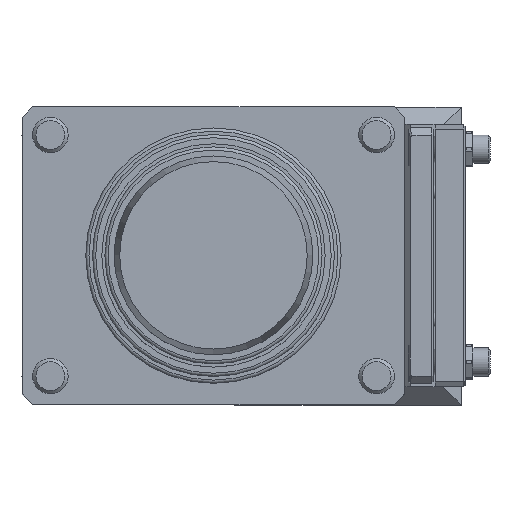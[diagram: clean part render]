
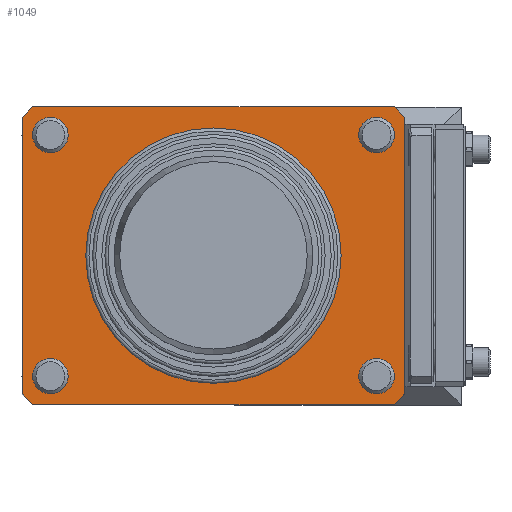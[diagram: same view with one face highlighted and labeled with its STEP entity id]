
A CAD part, top view. The second image highlights one B-rep face of the part: STEP entity #1049.
In plain terms, the highlighted planar face has unit normal (0, 0, 1).
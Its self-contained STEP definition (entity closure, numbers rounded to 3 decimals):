
#255=LINE('',#6065,#492);
#269=LINE('',#6093,#506);
#271=LINE('',#6097,#508);
#272=LINE('',#6099,#509);
#273=LINE('',#6101,#510);
#274=LINE('',#6103,#511);
#275=LINE('',#6105,#512);
#276=LINE('',#6107,#513);
#492=VECTOR('',#4727,1.);
#506=VECTOR('',#4745,1.);
#508=VECTOR('',#4749,1.);
#509=VECTOR('',#4750,1.);
#510=VECTOR('',#4751,1.);
#511=VECTOR('',#4752,1.);
#512=VECTOR('',#4753,1.);
#513=VECTOR('',#4754,1.);
#797=FACE_BOUND('',#1617,.T.);
#798=FACE_BOUND('',#1618,.T.);
#799=FACE_BOUND('',#1619,.T.);
#800=FACE_BOUND('',#1620,.T.);
#801=FACE_BOUND('',#1621,.T.);
#802=FACE_BOUND('',#1622,.T.);
#1049=ADVANCED_FACE('',(#797,#798,#799,#800,#801,#802),#1190,.F.);
#1190=PLANE('',#3865);
#1617=EDGE_LOOP('',(#2395));
#1618=EDGE_LOOP('',(#2396));
#1619=EDGE_LOOP('',(#2397,#2398,#2399,#2400,#2401,#2402,#2403,#2404));
#1620=EDGE_LOOP('',(#2405));
#1621=EDGE_LOOP('',(#2406));
#1622=EDGE_LOOP('',(#2407));
#2395=ORIENTED_EDGE('',*,*,#2930,.T.);
#2396=ORIENTED_EDGE('',*,*,#2936,.T.);
#2397=ORIENTED_EDGE('',*,*,#3268,.T.);
#2398=ORIENTED_EDGE('',*,*,#3282,.T.);
#2399=ORIENTED_EDGE('',*,*,#3284,.T.);
#2400=ORIENTED_EDGE('',*,*,#3285,.T.);
#2401=ORIENTED_EDGE('',*,*,#3286,.T.);
#2402=ORIENTED_EDGE('',*,*,#3287,.T.);
#2403=ORIENTED_EDGE('',*,*,#3288,.T.);
#2404=ORIENTED_EDGE('',*,*,#3289,.T.);
#2405=ORIENTED_EDGE('',*,*,#2947,.T.);
#2406=ORIENTED_EDGE('',*,*,#2933,.T.);
#2407=ORIENTED_EDGE('',*,*,#2927,.T.);
#2613=VERTEX_POINT('',#5210);
#2616=VERTEX_POINT('',#5219);
#2619=VERTEX_POINT('',#5228);
#2622=VERTEX_POINT('',#5237);
#2633=VERTEX_POINT('',#5269);
#2843=VERTEX_POINT('',#6064);
#2844=VERTEX_POINT('',#6066);
#2856=VERTEX_POINT('',#6094);
#2857=VERTEX_POINT('',#6098);
#2858=VERTEX_POINT('',#6100);
#2859=VERTEX_POINT('',#6102);
#2860=VERTEX_POINT('',#6104);
#2861=VERTEX_POINT('',#6106);
#2927=EDGE_CURVE('',#2613,#2613,#3372,.T.);
#2930=EDGE_CURVE('',#2616,#2616,#3375,.T.);
#2933=EDGE_CURVE('',#2619,#2619,#3378,.T.);
#2936=EDGE_CURVE('',#2622,#2622,#3381,.T.);
#2947=EDGE_CURVE('',#2633,#2633,#3392,.T.);
#3268=EDGE_CURVE('',#2844,#2843,#255,.T.);
#3282=EDGE_CURVE('',#2843,#2856,#269,.T.);
#3284=EDGE_CURVE('',#2856,#2857,#271,.T.);
#3285=EDGE_CURVE('',#2857,#2858,#272,.T.);
#3286=EDGE_CURVE('',#2858,#2859,#273,.T.);
#3287=EDGE_CURVE('',#2859,#2860,#274,.T.);
#3288=EDGE_CURVE('',#2860,#2861,#275,.T.);
#3289=EDGE_CURVE('',#2861,#2844,#276,.T.);
#3372=CIRCLE('',#3562,5.);
#3375=CIRCLE('',#3568,5.);
#3378=CIRCLE('',#3574,5.);
#3381=CIRCLE('',#3580,5.);
#3392=CIRCLE('',#3601,35.868);
#3562=AXIS2_PLACEMENT_3D('',#5209,#3962,#3963);
#3568=AXIS2_PLACEMENT_3D('',#5218,#3974,#3975);
#3574=AXIS2_PLACEMENT_3D('',#5227,#3986,#3987);
#3580=AXIS2_PLACEMENT_3D('',#5236,#3998,#3999);
#3601=AXIS2_PLACEMENT_3D('',#5268,#4040,#4041);
#3865=AXIS2_PLACEMENT_3D('',#6108,#4755,#4756);
#3962=DIRECTION('',(0.,0.,-1.));
#3963=DIRECTION('',(0.,1.,0.));
#3974=DIRECTION('',(0.,0.,-1.));
#3975=DIRECTION('',(0.,1.,0.));
#3986=DIRECTION('',(0.,0.,-1.));
#3987=DIRECTION('',(0.,1.,0.));
#3998=DIRECTION('',(0.,0.,-1.));
#3999=DIRECTION('',(0.,1.,0.));
#4040=DIRECTION('',(0.,0.,-1.));
#4041=DIRECTION('',(0.,1.,0.));
#4727=DIRECTION('',(1.,0.,0.));
#4745=DIRECTION('',(0.707,0.707,0.));
#4749=DIRECTION('',(0.,1.,0.));
#4750=DIRECTION('',(-0.707,0.707,0.));
#4751=DIRECTION('',(-1.,0.,0.));
#4752=DIRECTION('',(-0.707,-0.707,0.));
#4753=DIRECTION('',(0.,-1.,0.));
#4754=DIRECTION('',(0.707,-0.707,0.));
#4755=DIRECTION('',(0.,0.,-1.));
#4756=DIRECTION('',(1.,0.,0.));
#5209=CARTESIAN_POINT('',(46.,34.,0.));
#5210=CARTESIAN_POINT('',(46.,39.,0.));
#5218=CARTESIAN_POINT('',(46.,-34.,0.));
#5219=CARTESIAN_POINT('',(46.,-29.,0.));
#5227=CARTESIAN_POINT('',(-46.,34.,0.));
#5228=CARTESIAN_POINT('',(-46.,39.,0.));
#5236=CARTESIAN_POINT('',(-46.,-34.,0.));
#5237=CARTESIAN_POINT('',(-46.,-29.,0.));
#5268=CARTESIAN_POINT('',(0.,0.,0.));
#5269=CARTESIAN_POINT('',(0.,35.868,0.));
#6064=CARTESIAN_POINT('',(51.,-42.,0.));
#6065=CARTESIAN_POINT('',(54.,-42.,0.));
#6066=CARTESIAN_POINT('',(-51.,-42.,0.));
#6093=CARTESIAN_POINT('',(54.,-39.,0.));
#6094=CARTESIAN_POINT('',(54.,-39.,0.));
#6097=CARTESIAN_POINT('',(54.,42.,0.));
#6098=CARTESIAN_POINT('',(54.,39.,0.));
#6099=CARTESIAN_POINT('',(51.,42.,0.));
#6100=CARTESIAN_POINT('',(51.,42.,0.));
#6101=CARTESIAN_POINT('',(-54.,42.,0.));
#6102=CARTESIAN_POINT('',(-51.,42.,0.));
#6103=CARTESIAN_POINT('',(-54.,39.,0.));
#6104=CARTESIAN_POINT('',(-54.,39.,0.));
#6105=CARTESIAN_POINT('',(-54.,-42.,0.));
#6106=CARTESIAN_POINT('',(-54.,-39.,0.));
#6107=CARTESIAN_POINT('',(-51.,-42.,0.));
#6108=CARTESIAN_POINT('',(0.,0.,0.));
